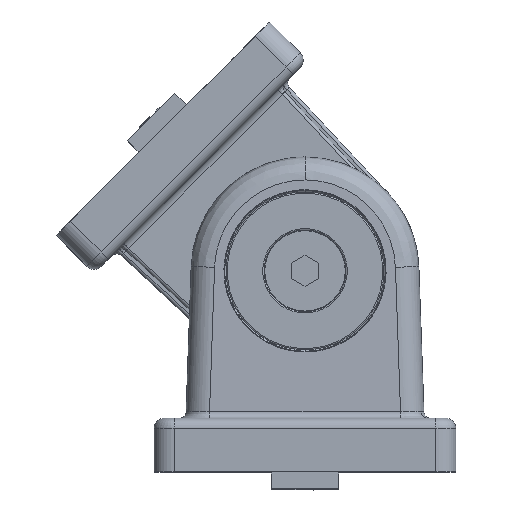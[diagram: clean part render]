
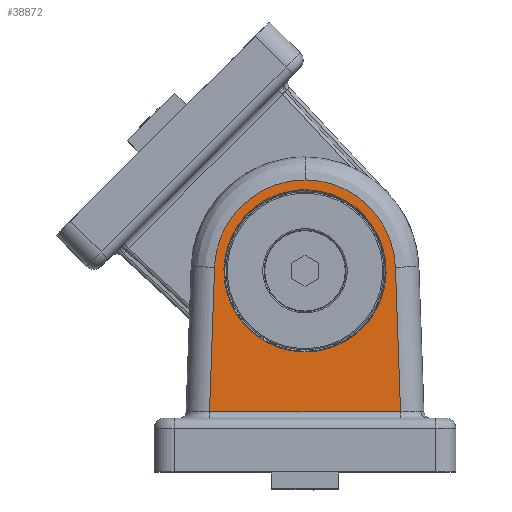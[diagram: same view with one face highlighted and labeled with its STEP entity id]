
A CAD part, top view. The second image highlights one B-rep face of the part: STEP entity #38872.
In plain terms, the highlighted planar face has unit normal (0, 0.018, 1).
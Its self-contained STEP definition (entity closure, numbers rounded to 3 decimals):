
#470 = CARTESIAN_POINT ( 'NONE',  ( 0., 35.561, 19.379 ) ) ;
#641 = FACE_OUTER_BOUND ( 'NONE', #31934, .T. ) ;
#818 =( BOUNDED_CURVE ( )  B_SPLINE_CURVE ( 3, ( #32439, #35807, #39662, #19617 ),
 .UNSPECIFIED., .F., .T. ) 
 B_SPLINE_CURVE_WITH_KNOTS ( ( 4, 4 ),
 ( 0., 1.536 ),
 .UNSPECIFIED. ) 
 CURVE ( )  GEOMETRIC_REPRESENTATION_ITEM ( )  RATIONAL_B_SPLINE_CURVE ( ( 1., 0.813, 0.813, 1. ) ) 
 REPRESENTATION_ITEM ( '' )  );
#1301 = DIRECTION ( 'NONE',  ( -0.035, -0.999, 0.017 ) ) ;
#1977 = EDGE_CURVE ( 'NONE', #50210, #41442, #27390, .T. ) ;
#3423 = ORIENTED_EDGE ( 'NONE', *, *, #13583, .T. ) ;
#3450 = AXIS2_PLACEMENT_3D ( 'NONE', #8864, #24540, #17105 ) ;
#4082 = VERTEX_POINT ( 'NONE', #49650 ) ;
#4254 = DIRECTION ( 'NONE',  ( 1., 0., 0. ) ) ;
#7078 = CARTESIAN_POINT ( 'NONE',  ( 24.2, 34.102, 19.405 ) ) ;
#8864 = CARTESIAN_POINT ( 'NONE',  ( -20., 0., 20. ) ) ;
#10614 = VERTEX_POINT ( 'NONE', #470 ) ;
#12985 = PLANE ( 'NONE',  #3450 ) ;
#13583 = EDGE_CURVE ( 'NONE', #41442, #10614, #35233, .T. ) ;
#16136 = CARTESIAN_POINT ( 'NONE',  ( 14.244, 0.983, 19.983 ) ) ;
#16175 = CARTESIAN_POINT ( 'NONE',  ( 13.492, 22.532, 19.607 ) ) ;
#17105 = DIRECTION ( 'NONE',  ( 0., -1., 0.017 ) ) ;
#17541 = EDGE_CURVE ( 'NONE', #46850, #4082, #46077, .T. ) ;
#17591 = ORIENTED_EDGE ( 'NONE', *, *, #33999, .T. ) ;
#18477 = ORIENTED_EDGE ( 'NONE', *, *, #24594, .T. ) ;
#19617 = CARTESIAN_POINT ( 'NONE',  ( -13.492, 22.532, 19.607 ) ) ;
#19701 = CARTESIAN_POINT ( 'NONE',  ( 14.279, 0.983, 19.983 ) ) ;
#19973 = CARTESIAN_POINT ( 'NONE',  ( 0., 34.102, 19.405 ) ) ;
#21003 = VECTOR ( 'NONE', #1301, 1000. ) ;
#22164 =( BOUNDED_CURVE ( )  B_SPLINE_CURVE ( 3, ( #35761, #47345, #35268, #43977 ),
 .UNSPECIFIED., .F., .T. ) 
 B_SPLINE_CURVE_WITH_KNOTS ( ( 4, 4 ),
 ( 3.142, 6.283 ),
 .UNSPECIFIED. ) 
 CURVE ( )  GEOMETRIC_REPRESENTATION_ITEM ( )  RATIONAL_B_SPLINE_CURVE ( ( 1., 0.333, 0.333, 1. ) ) 
 REPRESENTATION_ITEM ( '' )  );
#23795 = DIRECTION ( 'NONE',  ( -0.035, 0.999, -0.017 ) ) ;
#24540 = DIRECTION ( 'NONE',  ( 0., -0.017, -1. ) ) ;
#24594 = EDGE_CURVE ( 'NONE', #4082, #50210, #35137, .T. ) ;
#25034 = CARTESIAN_POINT ( 'NONE',  ( 0., 9.902, 19.827 ) ) ;
#25768 = EDGE_LOOP ( 'NONE', ( #35523, #17591 ) ) ;
#25810 = CARTESIAN_POINT ( 'NONE',  ( -13.492, 22.532, 19.607 ) ) ;
#26507 = CARTESIAN_POINT ( 'NONE',  ( -14.286, -0.199, 20.003 ) ) ;
#27390 = LINE ( 'NONE', #39254, #30032 ) ;
#27452 = CARTESIAN_POINT ( 'NONE',  ( 7.691, 35.561, 19.379 ) ) ;
#27911 = EDGE_CURVE ( 'NONE', #37198, #44564, #43482, .T. ) ;
#30032 = VECTOR ( 'NONE', #23795, 1000. ) ;
#30481 = CARTESIAN_POINT ( 'NONE',  ( 0., 9.902, 19.827 ) ) ;
#31851 = CARTESIAN_POINT ( 'NONE',  ( 13.223, 30.218, 19.473 ) ) ;
#31934 = EDGE_LOOP ( 'NONE', ( #48259, #18477, #46080, #3423, #41073 ) ) ;
#32098 = CARTESIAN_POINT ( 'NONE',  ( 0., 35.561, 19.379 ) ) ;
#32439 = CARTESIAN_POINT ( 'NONE',  ( 0., 35.561, 19.379 ) ) ;
#32638 = CARTESIAN_POINT ( 'NONE',  ( 13.492, 22.532, 19.607 ) ) ;
#33999 = EDGE_CURVE ( 'NONE', #44564, #37198, #22164, .T. ) ;
#35137 = LINE ( 'NONE', #19701, #44732 ) ;
#35233 =( BOUNDED_CURVE ( )  B_SPLINE_CURVE ( 3, ( #16175, #31851, #27452, #32098 ),
 .UNSPECIFIED., .F., .T. ) 
 B_SPLINE_CURVE_WITH_KNOTS ( ( 4, 4 ),
 ( 4.747, 6.283 ),
 .UNSPECIFIED. ) 
 CURVE ( )  GEOMETRIC_REPRESENTATION_ITEM ( )  RATIONAL_B_SPLINE_CURVE ( ( 1., 0.813, 0.813, 1. ) ) 
 REPRESENTATION_ITEM ( '' )  );
#35268 = CARTESIAN_POINT ( 'NONE',  ( -24.2, 34.102, 19.405 ) ) ;
#35523 = ORIENTED_EDGE ( 'NONE', *, *, #27911, .T. ) ;
#35761 = CARTESIAN_POINT ( 'NONE',  ( 0., 9.902, 19.827 ) ) ;
#35807 = CARTESIAN_POINT ( 'NONE',  ( -7.691, 35.561, 19.379 ) ) ;
#35887 = FACE_BOUND ( 'NONE', #25768, .T. ) ;
#37198 = VERTEX_POINT ( 'NONE', #19973 ) ;
#38211 = CARTESIAN_POINT ( 'NONE',  ( 24.2, 9.902, 19.827 ) ) ;
#38471 = CARTESIAN_POINT ( 'NONE',  ( 0., 34.102, 19.405 ) ) ;
#38872 = ADVANCED_FACE ( 'NONE', ( #35887, #641 ), #12985, .F. ) ;
#39254 = CARTESIAN_POINT ( 'NONE',  ( 14.237, 1.195, 19.979 ) ) ;
#39662 = CARTESIAN_POINT ( 'NONE',  ( -13.223, 30.218, 19.473 ) ) ;
#41073 = ORIENTED_EDGE ( 'NONE', *, *, #41302, .T. ) ;
#41302 = EDGE_CURVE ( 'NONE', #10614, #46850, #818, .T. ) ;
#41442 = VERTEX_POINT ( 'NONE', #32638 ) ;
#43482 =( BOUNDED_CURVE ( )  B_SPLINE_CURVE ( 3, ( #38471, #7078, #38211, #30481 ),
 .UNSPECIFIED., .F., .T. ) 
 B_SPLINE_CURVE_WITH_KNOTS ( ( 4, 4 ),
 ( 0., 3.142 ),
 .UNSPECIFIED. ) 
 CURVE ( )  GEOMETRIC_REPRESENTATION_ITEM ( )  RATIONAL_B_SPLINE_CURVE ( ( 1., 0.333, 0.333, 1. ) ) 
 REPRESENTATION_ITEM ( '' )  );
#43977 = CARTESIAN_POINT ( 'NONE',  ( 0., 34.102, 19.405 ) ) ;
#44564 = VERTEX_POINT ( 'NONE', #25034 ) ;
#44732 = VECTOR ( 'NONE', #4254, 1000. ) ;
#46077 = LINE ( 'NONE', #26507, #21003 ) ;
#46080 = ORIENTED_EDGE ( 'NONE', *, *, #1977, .T. ) ;
#46850 = VERTEX_POINT ( 'NONE', #25810 ) ;
#47345 = CARTESIAN_POINT ( 'NONE',  ( -24.2, 9.902, 19.827 ) ) ;
#48259 = ORIENTED_EDGE ( 'NONE', *, *, #17541, .T. ) ;
#49650 = CARTESIAN_POINT ( 'NONE',  ( -14.244, 0.983, 19.983 ) ) ;
#50210 = VERTEX_POINT ( 'NONE', #16136 ) ;
